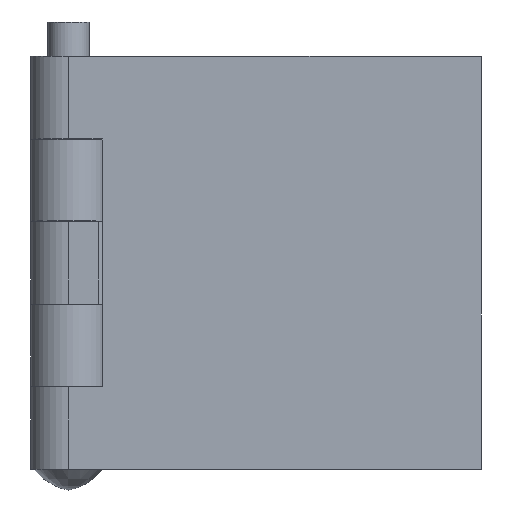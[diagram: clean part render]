
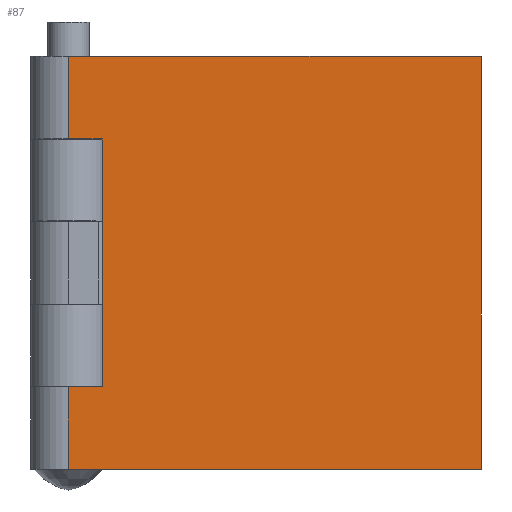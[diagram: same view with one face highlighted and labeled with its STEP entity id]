
A CAD part, front view. The second image highlights one B-rep face of the part: STEP entity #87.
In plain terms, the highlighted planar face has unit normal (0, -1, 0).
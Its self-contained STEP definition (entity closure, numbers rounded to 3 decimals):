
#87 = ADVANCED_FACE( '', ( #201 ), #202, .T. );
#201 = FACE_OUTER_BOUND( '', #347, .T. );
#202 = PLANE( '', #348 );
#347 = EDGE_LOOP( '', ( #597, #598, #599, #600, #601, #602, #603, #604 ) );
#348 = AXIS2_PLACEMENT_3D( '', #605, #606, #607 );
#597 = ORIENTED_EDGE( '', *, *, #914, .F. );
#598 = ORIENTED_EDGE( '', *, *, #915, .F. );
#599 = ORIENTED_EDGE( '', *, *, #916, .F. );
#600 = ORIENTED_EDGE( '', *, *, #917, .T. );
#601 = ORIENTED_EDGE( '', *, *, #918, .T. );
#602 = ORIENTED_EDGE( '', *, *, #919, .F. );
#603 = ORIENTED_EDGE( '', *, *, #920, .T. );
#604 = ORIENTED_EDGE( '', *, *, #921, .T. );
#605 = CARTESIAN_POINT( '', ( 0., -5.5, 18. ) );
#606 = DIRECTION( '', ( 0., -1., 0. ) );
#607 = DIRECTION( '', ( 0., 0., -1. ) );
#914 = EDGE_CURVE( '', #1103, #1104, #1105, .T. );
#915 = EDGE_CURVE( '', #1106, #1103, #1107, .T. );
#916 = EDGE_CURVE( '', #1108, #1106, #1109, .T. );
#917 = EDGE_CURVE( '', #1108, #1110, #1111, .T. );
#918 = EDGE_CURVE( '', #1110, #1112, #1113, .T. );
#919 = EDGE_CURVE( '', #1114, #1112, #1115, .T. );
#920 = EDGE_CURVE( '', #1114, #1116, #1117, .T. );
#921 = EDGE_CURVE( '', #1116, #1104, #1118, .T. );
#1103 = VERTEX_POINT( '', #1357 );
#1104 = VERTEX_POINT( '', #1358 );
#1105 = LINE( '', #1359, #1360 );
#1106 = VERTEX_POINT( '', #1361 );
#1107 = LINE( '', #1362, #1363 );
#1108 = VERTEX_POINT( '', #1364 );
#1109 = LINE( '', #1365, #1366 );
#1110 = VERTEX_POINT( '', #1367 );
#1111 = LINE( '', #1368, #1369 );
#1112 = VERTEX_POINT( '', #1370 );
#1113 = LINE( '', #1371, #1372 );
#1114 = VERTEX_POINT( '', #1373 );
#1115 = LINE( '', #1374, #1375 );
#1116 = VERTEX_POINT( '', #1376 );
#1117 = LINE( '', #1377, #1378 );
#1118 = LINE( '', #1379, #1380 );
#1357 = CARTESIAN_POINT( '', ( 60., -5.5, 30. ) );
#1358 = CARTESIAN_POINT( '', ( 60., -5.5, -30. ) );
#1359 = CARTESIAN_POINT( '', ( 60., -5.5, 30. ) );
#1360 = VECTOR( '', #1569, 1000. );
#1361 = CARTESIAN_POINT( '', ( 0., -5.5, 30. ) );
#1362 = CARTESIAN_POINT( '', ( 0., -5.5, 30. ) );
#1363 = VECTOR( '', #1570, 1000. );
#1364 = CARTESIAN_POINT( '', ( 0., -5.5, 18. ) );
#1365 = CARTESIAN_POINT( '', ( 0., -5.5, 18. ) );
#1366 = VECTOR( '', #1571, 1000. );
#1367 = CARTESIAN_POINT( '', ( 4.907, -5.5, 18. ) );
#1368 = CARTESIAN_POINT( '', ( 0., -5.5, 18. ) );
#1369 = VECTOR( '', #1572, 1000. );
#1370 = CARTESIAN_POINT( '', ( 4.907, -5.5, -18. ) );
#1371 = CARTESIAN_POINT( '', ( 4.907, -5.5, 30. ) );
#1372 = VECTOR( '', #1573, 1000. );
#1373 = CARTESIAN_POINT( '', ( 0., -5.5, -18. ) );
#1374 = CARTESIAN_POINT( '', ( 0., -5.5, -18. ) );
#1375 = VECTOR( '', #1574, 1000. );
#1376 = CARTESIAN_POINT( '', ( 0., -5.5, -30. ) );
#1377 = CARTESIAN_POINT( '', ( 0., -5.5, -18. ) );
#1378 = VECTOR( '', #1575, 1000. );
#1379 = CARTESIAN_POINT( '', ( 0., -5.5, -30. ) );
#1380 = VECTOR( '', #1576, 1000. );
#1569 = DIRECTION( '', ( 0., 0., -1. ) );
#1570 = DIRECTION( '', ( 1., 0., 0. ) );
#1571 = DIRECTION( '', ( 0., 0., 1. ) );
#1572 = DIRECTION( '', ( 1., 0., 0. ) );
#1573 = DIRECTION( '', ( 0., 0., -1. ) );
#1574 = DIRECTION( '', ( 1., 0., 0. ) );
#1575 = DIRECTION( '', ( 0., 0., -1. ) );
#1576 = DIRECTION( '', ( 1., 0., 0. ) );
